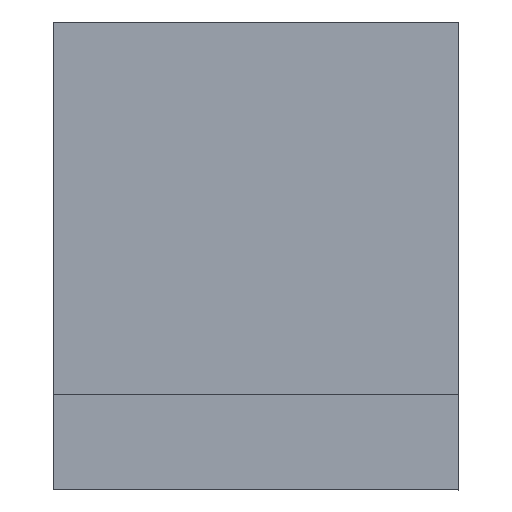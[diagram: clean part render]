
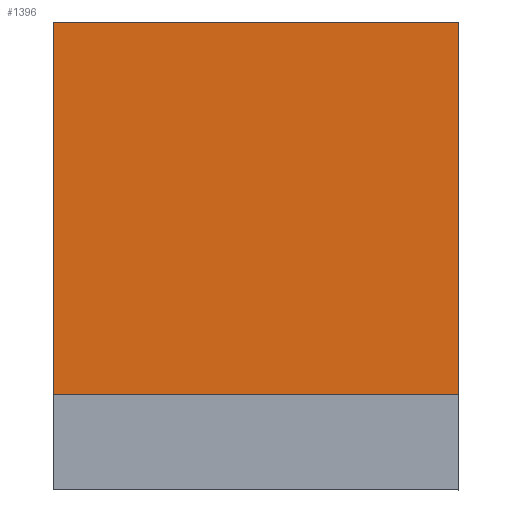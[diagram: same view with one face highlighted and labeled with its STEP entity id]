
A CAD part, left-side view. The second image highlights one B-rep face of the part: STEP entity #1396.
In plain terms, the highlighted planar face has unit normal (-1, 0, 0).
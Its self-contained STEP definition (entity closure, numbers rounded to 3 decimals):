
#150=FACE_OUTER_BOUND('',#237,.T.);
#237=EDGE_LOOP('',(#1176,#1177,#1178,#1179,#1180,#1181));
#281=LINE('',#1988,#435);
#365=LINE('',#2180,#519);
#389=LINE('',#2303,#543);
#390=LINE('',#2306,#544);
#391=LINE('',#2308,#545);
#392=LINE('',#2309,#546);
#435=VECTOR('',#1591,10.);
#519=VECTOR('',#1765,10.);
#543=VECTOR('',#1877,10.);
#544=VECTOR('',#1880,10.);
#545=VECTOR('',#1881,10.);
#546=VECTOR('',#1882,10.);
#587=VERTEX_POINT('',#1985);
#588=VERTEX_POINT('',#1987);
#651=VERTEX_POINT('',#2179);
#678=VERTEX_POINT('',#2301);
#679=VERTEX_POINT('',#2305);
#680=VERTEX_POINT('',#2307);
#716=EDGE_CURVE('',#588,#587,#281,.T.);
#812=EDGE_CURVE('',#588,#651,#365,.T.);
#859=EDGE_CURVE('',#651,#678,#389,.T.);
#860=EDGE_CURVE('',#587,#679,#390,.T.);
#861=EDGE_CURVE('',#679,#680,#391,.T.);
#862=EDGE_CURVE('',#678,#680,#392,.T.);
#1176=ORIENTED_EDGE('',*,*,#860,.T.);
#1177=ORIENTED_EDGE('',*,*,#861,.T.);
#1178=ORIENTED_EDGE('',*,*,#862,.F.);
#1179=ORIENTED_EDGE('',*,*,#859,.F.);
#1180=ORIENTED_EDGE('',*,*,#812,.F.);
#1181=ORIENTED_EDGE('',*,*,#716,.T.);
#1319=PLANE('',#1526);
#1396=ADVANCED_FACE('',(#150),#1319,.T.);
#1526=AXIS2_PLACEMENT_3D('',#2304,#1878,#1879);
#1591=DIRECTION('',(0.,0.,-1.));
#1765=DIRECTION('',(0.,-1.,0.));
#1877=DIRECTION('',(0.,0.,-1.));
#1878=DIRECTION('center_axis',(-1.,0.,0.));
#1879=DIRECTION('ref_axis',(0.,1.,0.));
#1880=DIRECTION('',(0.,-1.,0.));
#1881=DIRECTION('',(0.,0.,-1.));
#1882=DIRECTION('',(0.,1.,0.));
#1985=CARTESIAN_POINT('',(-92.25,0.,-100.));
#1987=CARTESIAN_POINT('',(-92.25,0.,0.));
#1988=CARTESIAN_POINT('',(-92.25,0.,0.));
#2179=CARTESIAN_POINT('',(-92.25,-108.7,0.));
#2180=CARTESIAN_POINT('',(-92.25,0.,0.));
#2301=CARTESIAN_POINT('',(-92.25,-108.7,-125.531));
#2303=CARTESIAN_POINT('',(-92.25,-108.7,0.));
#2304=CARTESIAN_POINT('Origin',(-92.25,-108.7,0.));
#2305=CARTESIAN_POINT('',(-92.25,-108.644,-100.));
#2306=CARTESIAN_POINT('',(-92.25,-108.672,-100.));
#2307=CARTESIAN_POINT('',(-92.25,-108.644,-125.532));
#2308=CARTESIAN_POINT('',(-92.25,-108.644,-125.53));
#2309=CARTESIAN_POINT('',(-92.25,0.,-125.531));
